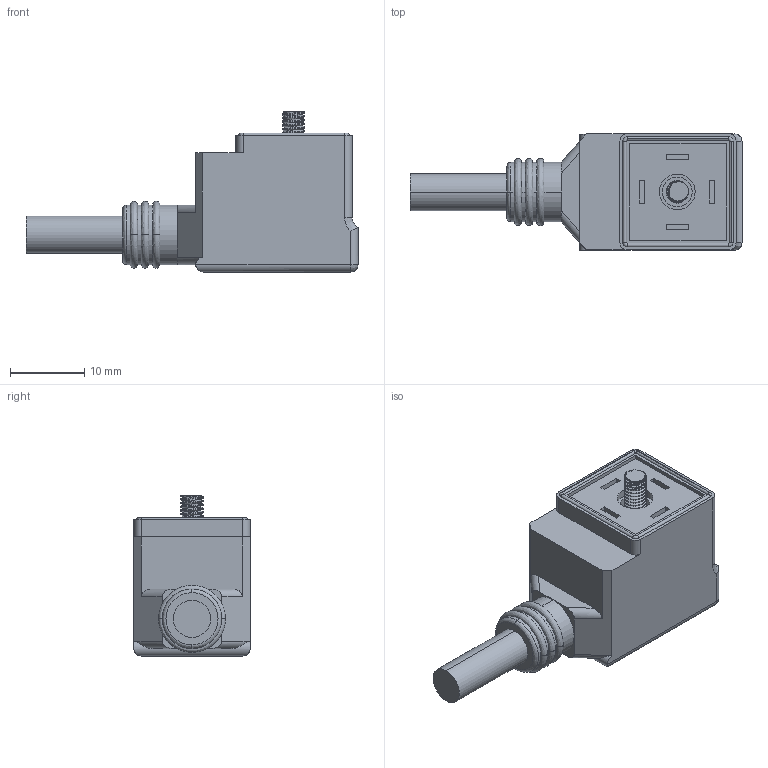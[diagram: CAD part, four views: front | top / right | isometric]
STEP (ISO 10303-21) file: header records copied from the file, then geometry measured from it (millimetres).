
FILE_DESCRIPTION (( 'STEP AP203' ), '1' );
FILE_NAME ('P436.STEP', '2020-04-16T01:40:51', ( 'edpusr' ), ( 'Microsoft' ), 'SwSTEP 2.0', 'SolidWorks 2015', '' );
FILE_SCHEMA (( 'CONFIG_CONTROL_DESIGN' ));
Length unit declared in the file: millimetre
Products named in the file (1): P436
Bounding box: 44.6 x 15.6 x 21.5 mm (x, y, z)
Volume: 6536 mm3; surface area: 3176.1 mm2
Topology: 2 solids, 2 shells, 176 faces, 460 edges, 299 vertices
Faces by surface type: cylinder 88, plane 68, bspline 14, torus 6
Entity records: 8211 total; most frequent: CARTESIAN_POINT 4091, ORIENTED_EDGE 916, DIRECTION 778, EDGE_CURVE 458, VERTEX_POINT 299, AXIS2_PLACEMENT_3D 277, LINE 224, VECTOR 224
